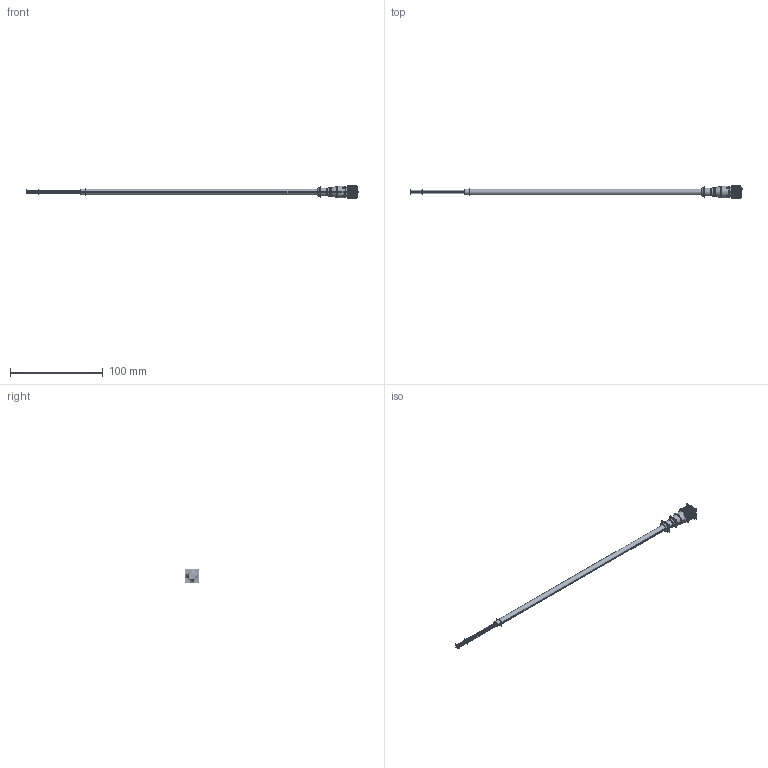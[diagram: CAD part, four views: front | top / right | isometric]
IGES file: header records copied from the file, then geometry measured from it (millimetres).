
Start section:  PTC IGES file: 220985_sm01.igs
Global section: file name: 220985_sm01.igs; native system: Creo Parametric by PTC Inc.; preprocessor: 2019292; author: iokafor; organization: Unknown; date: 20210107.151941; units: millimetre
Bounding box: 357.43 x 14.53 x 14.53 mm (x, y, z)
Surface area: 17963.3 mm2 (no closed solid volume)
Topology: 0 solids, 0 shells, 9315 faces, 112529 edges, 145346 vertices
Faces by surface type: bspline 7026, revolution 2289
